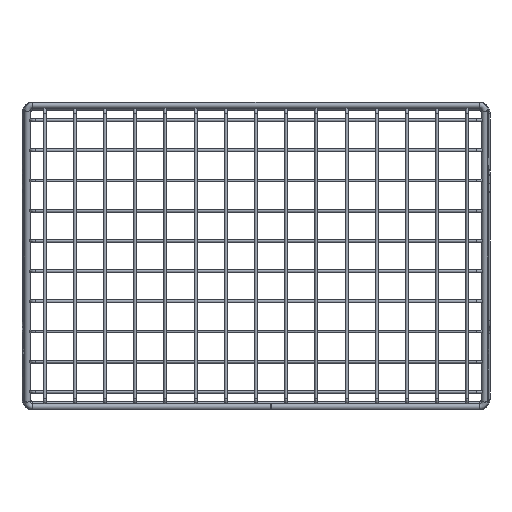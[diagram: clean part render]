
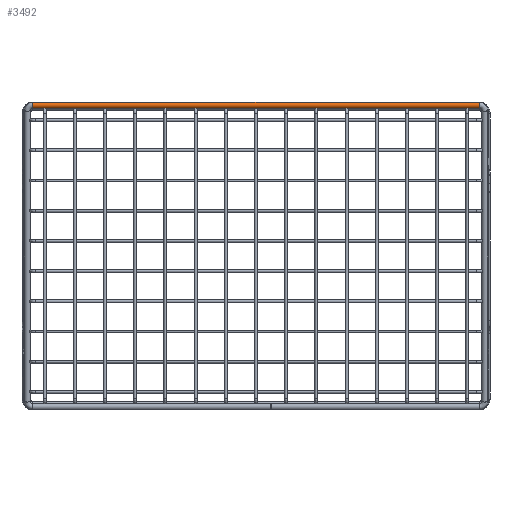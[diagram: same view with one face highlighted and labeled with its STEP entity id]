
A CAD part, front view. The second image highlights one B-rep face of the part: STEP entity #3492.
In plain terms, the highlighted cylindrical face has radius 2.4 mm (diameter 4.8 mm), a full revolution.
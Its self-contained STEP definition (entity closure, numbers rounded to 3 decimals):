
#384=FACE_OUTER_BOUND('',#624,.T.);
#624=EDGE_LOOP('',(#2936,#2937,#2938,#2939));
#811=LINE('',#6496,#917);
#917=VECTOR('',#5314,2.4);
#1203=CIRCLE('',#4087,2.4);
#1204=CIRCLE('',#4089,2.4);
#1565=VERTEX_POINT('',#6491);
#1566=VERTEX_POINT('',#6495);
#2031=EDGE_CURVE('',#1565,#1565,#1203,.T.);
#2032=EDGE_CURVE('',#1565,#1566,#811,.T.);
#2033=EDGE_CURVE('',#1566,#1566,#1204,.T.);
#2936=ORIENTED_EDGE('',*,*,#2031,.F.);
#2937=ORIENTED_EDGE('',*,*,#2032,.T.);
#2938=ORIENTED_EDGE('',*,*,#2033,.T.);
#2939=ORIENTED_EDGE('',*,*,#2032,.F.);
#3283=CYLINDRICAL_SURFACE('',#4088,2.4);
#3492=ADVANCED_FACE('',(#384),#3283,.T.);
#4087=AXIS2_PLACEMENT_3D('',#6493,#5310,#5311);
#4088=AXIS2_PLACEMENT_3D('',#6494,#5312,#5313);
#4089=AXIS2_PLACEMENT_3D('',#6497,#5315,#5316);
#5310=DIRECTION('center_axis',(-1.,0.,0.));
#5311=DIRECTION('ref_axis',(0.,0.191,-0.982));
#5312=DIRECTION('center_axis',(-1.,0.,0.));
#5313=DIRECTION('ref_axis',(0.,-0.191,0.982));
#5314=DIRECTION('',(1.,0.,0.));
#5315=DIRECTION('center_axis',(-1.,0.,0.));
#5316=DIRECTION('ref_axis',(0.,0.191,-0.982));
#6491=CARTESIAN_POINT('',(-184.95,172.206,122.409));
#6493=CARTESIAN_POINT('Origin',(-184.95,171.748,124.765));
#6494=CARTESIAN_POINT('Origin',(184.95,171.748,124.765));
#6495=CARTESIAN_POINT('',(184.95,172.206,122.409));
#6496=CARTESIAN_POINT('',(184.95,172.206,122.409));
#6497=CARTESIAN_POINT('Origin',(184.95,171.748,124.765));
